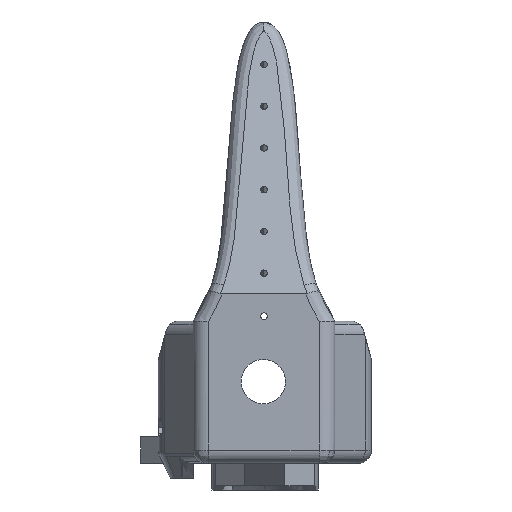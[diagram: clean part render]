
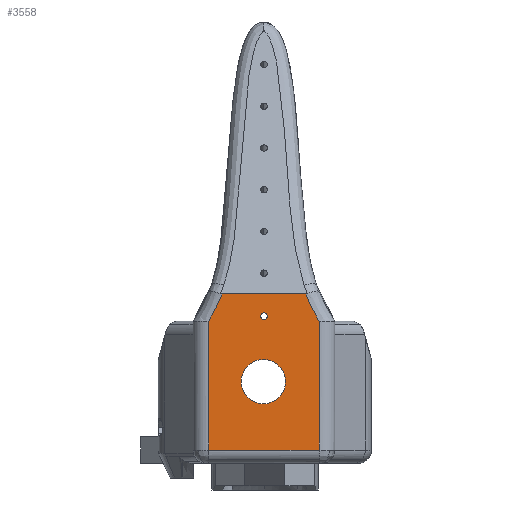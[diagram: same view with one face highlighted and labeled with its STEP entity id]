
A CAD part, left-side view. The second image highlights one B-rep face of the part: STEP entity #3558.
In plain terms, the highlighted planar face has unit normal (-1, 0, 0).
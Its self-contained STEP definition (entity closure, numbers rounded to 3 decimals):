
#322 = ORIENTED_EDGE ( 'NONE', *, *, #8749, .F. ) ;
#425 = EDGE_CURVE ( 'NONE', #8782, #6895, #5129, .T. ) ;
#776 = VERTEX_POINT ( 'NONE', #2057 ) ;
#930 = CARTESIAN_POINT ( 'NONE',  ( -35.2, 12.432, 38. ) ) ;
#1042 = CARTESIAN_POINT ( 'NONE',  ( -35.2, 0.132, 24.35 ) ) ;
#1084 = VECTOR ( 'NONE', #2785, 1000. ) ;
#1105 = DIRECTION ( 'NONE',  ( 0., 1., 0. ) ) ;
#1252 = VERTEX_POINT ( 'NONE', #5018 ) ;
#1338 = VECTOR ( 'NONE', #1105, 1000. ) ;
#1586 = CIRCLE ( 'NONE', #12139, 0.75 ) ;
#1914 = CIRCLE ( 'NONE', #11171, 5. ) ;
#2057 = CARTESIAN_POINT ( 'NONE',  ( -35.2, 9.412, 44.106 ) ) ;
#2061 = LINE ( 'NONE', #12378, #1338 ) ;
#2120 = CARTESIAN_POINT ( 'NONE',  ( -35.2, -9.412, 44.106 ) ) ;
#2304 = AXIS2_PLACEMENT_3D ( 'NONE', #3979, #12323, #8064 ) ;
#2392 = VERTEX_POINT ( 'NONE', #3099 ) ;
#2432 = CARTESIAN_POINT ( 'NONE',  ( -35.2, 10.233, 41.994 ) ) ;
#2604 = VECTOR ( 'NONE', #8768, 1000. ) ;
#2785 = DIRECTION ( 'NONE',  ( 0., -1., 0. ) ) ;
#2894 = VERTEX_POINT ( 'NONE', #6357 ) ;
#2974 = LINE ( 'NONE', #930, #11000 ) ;
#3061 = CARTESIAN_POINT ( 'NONE',  ( -35.2, 0.132, 29.35 ) ) ;
#3099 = CARTESIAN_POINT ( 'NONE',  ( -35.2, 12.432, 8.95 ) ) ;
#3212 = DIRECTION ( 'NONE',  ( 1., 0., 0. ) ) ;
#3558 = ADVANCED_FACE ( 'NONE', ( #10414, #7365, #5160 ), #9261, .F. ) ;
#3895 = EDGE_CURVE ( 'NONE', #8343, #6180, #4665, .T. ) ;
#3963 = EDGE_CURVE ( 'NONE', #8343, #10725, #7109, .T. ) ;
#3970 = EDGE_CURVE ( 'NONE', #2894, #2392, #2974, .T. ) ;
#3979 = CARTESIAN_POINT ( 'NONE',  ( -35.2, 0.132, 24.35 ) ) ;
#3988 = CARTESIAN_POINT ( 'NONE',  ( -35.2, -10.233, 41.994 ) ) ;
#4044 = CIRCLE ( 'NONE', #2304, 5. ) ;
#4156 = CARTESIAN_POINT ( 'NONE',  ( -35.2, 16., 44.106 ) ) ;
#4193 = ORIENTED_EDGE ( 'NONE', *, *, #9944, .T. ) ;
#4290 = DIRECTION ( 'NONE',  ( 0., 0., -1. ) ) ;
#4521 = CARTESIAN_POINT ( 'NONE',  ( -35.2, 12.432, 38. ) ) ;
#4665 = LINE ( 'NONE', #10871, #2604 ) ;
#4691 = DIRECTION ( 'NONE',  ( -1., 0., 0. ) ) ;
#4935 = EDGE_LOOP ( 'NONE', ( #11147, #11545, #11130, #9946, #4193, #9074 ) ) ;
#4986 = CARTESIAN_POINT ( 'NONE',  ( -35.2, -11.243, 39.952 ) ) ;
#5018 = CARTESIAN_POINT ( 'NONE',  ( -35.2, 0.132, 19.35 ) ) ;
#5024 = ORIENTED_EDGE ( 'NONE', *, *, #11833, .T. ) ;
#5051 = DIRECTION ( 'NONE',  ( 0., 0., -1. ) ) ;
#5103 = CARTESIAN_POINT ( 'NONE',  ( -35.2, 0., 39.106 ) ) ;
#5129 = CIRCLE ( 'NONE', #7090, 0.75 ) ;
#5160 = FACE_OUTER_BOUND ( 'NONE', #4935, .T. ) ;
#5589 = EDGE_CURVE ( 'NONE', #776, #10725, #13103, .T. ) ;
#6180 = VERTEX_POINT ( 'NONE', #10503 ) ;
#6357 = CARTESIAN_POINT ( 'NONE',  ( -35.2, 12.432, 38. ) ) ;
#6636 = CARTESIAN_POINT ( 'NONE',  ( -35.2, 0., 39.106 ) ) ;
#6895 = VERTEX_POINT ( 'NONE', #7698 ) ;
#7058 = CARTESIAN_POINT ( 'NONE',  ( -35.2, -12.432, 38. ) ) ;
#7090 = AXIS2_PLACEMENT_3D ( 'NONE', #5103, #10424, #8195 ) ;
#7109 =( BOUNDED_CURVE ( )  B_SPLINE_CURVE ( 3, ( #10232, #4986, #3988, #8073 ),
 .UNSPECIFIED., .F., .F. ) 
 B_SPLINE_CURVE_WITH_KNOTS ( ( 4, 4 ),
 ( 4.842, 5.037 ),
 .UNSPECIFIED. ) 
 CURVE ( )  GEOMETRIC_REPRESENTATION_ITEM ( )  RATIONAL_B_SPLINE_CURVE ( ( 1., 0.997, 0.997, 1. ) ) 
 REPRESENTATION_ITEM ( '' )  );
#7365 = FACE_BOUND ( 'NONE', #8329, .T. ) ;
#7388 = CARTESIAN_POINT ( 'NONE',  ( -35.2, 11.243, 39.952 ) ) ;
#7698 = CARTESIAN_POINT ( 'NONE',  ( -35.2, 0., 39.856 ) ) ;
#7709 = CARTESIAN_POINT ( 'NONE',  ( -35.2, 0., 38.356 ) ) ;
#7716 = EDGE_CURVE ( 'NONE', #6180, #2392, #2061, .T. ) ;
#8064 = DIRECTION ( 'NONE',  ( 0., 0., -1. ) ) ;
#8073 = CARTESIAN_POINT ( 'NONE',  ( -35.2, -9.412, 44.106 ) ) ;
#8195 = DIRECTION ( 'NONE',  ( 0., 0., 1. ) ) ;
#8329 = EDGE_LOOP ( 'NONE', ( #322, #9004 ) ) ;
#8343 = VERTEX_POINT ( 'NONE', #7058 ) ;
#8749 = EDGE_CURVE ( 'NONE', #6895, #8782, #1586, .T. ) ;
#8768 = DIRECTION ( 'NONE',  ( 0., 0., -1. ) ) ;
#8782 = VERTEX_POINT ( 'NONE', #7709 ) ;
#9004 = ORIENTED_EDGE ( 'NONE', *, *, #425, .F. ) ;
#9074 = ORIENTED_EDGE ( 'NONE', *, *, #3970, .T. ) ;
#9261 = PLANE ( 'NONE',  #13159 ) ;
#9396 = DIRECTION ( 'NONE',  ( 1., 0., 0. ) ) ;
#9944 = EDGE_CURVE ( 'NONE', #776, #2894, #12735, .T. ) ;
#9946 = ORIENTED_EDGE ( 'NONE', *, *, #5589, .F. ) ;
#10225 = EDGE_CURVE ( 'NONE', #11467, #1252, #4044, .T. ) ;
#10232 = CARTESIAN_POINT ( 'NONE',  ( -35.2, -12.432, 38. ) ) ;
#10414 = FACE_BOUND ( 'NONE', #12474, .T. ) ;
#10424 = DIRECTION ( 'NONE',  ( -1., 0., 0. ) ) ;
#10437 = CARTESIAN_POINT ( 'NONE',  ( -35.2, 9.412, 44.106 ) ) ;
#10503 = CARTESIAN_POINT ( 'NONE',  ( -35.2, -12.432, 8.95 ) ) ;
#10725 = VERTEX_POINT ( 'NONE', #2120 ) ;
#10871 = CARTESIAN_POINT ( 'NONE',  ( -35.2, -12.432, 38. ) ) ;
#11000 = VECTOR ( 'NONE', #5051, 1000. ) ;
#11130 = ORIENTED_EDGE ( 'NONE', *, *, #3963, .T. ) ;
#11147 = ORIENTED_EDGE ( 'NONE', *, *, #7716, .F. ) ;
#11171 = AXIS2_PLACEMENT_3D ( 'NONE', #1042, #9396, #11503 ) ;
#11467 = VERTEX_POINT ( 'NONE', #3061 ) ;
#11503 = DIRECTION ( 'NONE',  ( 0., 0., -1. ) ) ;
#11545 = ORIENTED_EDGE ( 'NONE', *, *, #3895, .F. ) ;
#11815 = ORIENTED_EDGE ( 'NONE', *, *, #10225, .T. ) ;
#11833 = EDGE_CURVE ( 'NONE', #1252, #11467, #1914, .T. ) ;
#12016 = CARTESIAN_POINT ( 'NONE',  ( -35.2, 9.412, 44.106 ) ) ;
#12033 = DIRECTION ( 'NONE',  ( 0., 0., 1. ) ) ;
#12139 = AXIS2_PLACEMENT_3D ( 'NONE', #6636, #4691, #12033 ) ;
#12323 = DIRECTION ( 'NONE',  ( 1., 0., 0. ) ) ;
#12378 = CARTESIAN_POINT ( 'NONE',  ( -35.2, 7.999, 8.95 ) ) ;
#12474 = EDGE_LOOP ( 'NONE', ( #5024, #11815 ) ) ;
#12735 =( BOUNDED_CURVE ( )  B_SPLINE_CURVE ( 3, ( #10437, #2432, #7388, #4521 ),
 .UNSPECIFIED., .F., .F. ) 
 B_SPLINE_CURVE_WITH_KNOTS ( ( 4, 4 ),
 ( 1.246, 1.441 ),
 .UNSPECIFIED. ) 
 CURVE ( )  GEOMETRIC_REPRESENTATION_ITEM ( )  RATIONAL_B_SPLINE_CURVE ( ( 1., 0.997, 0.997, 1. ) ) 
 REPRESENTATION_ITEM ( '' )  );
#13103 = LINE ( 'NONE', #12016, #1084 ) ;
#13159 = AXIS2_PLACEMENT_3D ( 'NONE', #4156, #3212, #4290 ) ;
